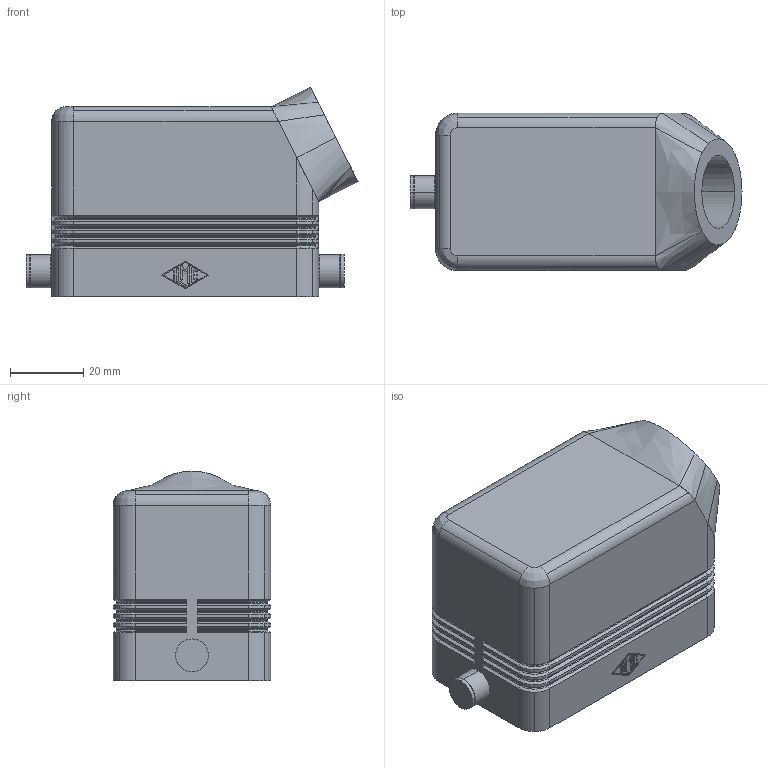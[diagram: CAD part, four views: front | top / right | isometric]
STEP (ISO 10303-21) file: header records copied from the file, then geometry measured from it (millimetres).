
FILE_DESCRIPTION((''),'2;1');
FILE_NAME('MMO 03 L20.stp','2006-12-22T11:44:43',('gembarski'),(''),'Autodesk Inventor 7','Autodesk Inventor 7','');
FILE_SCHEMA(('AUTOMOTIVE_DESIGN { 1 0 10303 214 1 1 1 1 }'));
Length unit declared in the file: millimetre
Products named in the file (1): MMO 03 L20
Bounding box: 90.72 x 43 x 57.38 mm (x, y, z)
Volume: 52804.8 mm3; surface area: 29807.4 mm2
Topology: 1 solids, 1 shells, 478 faces, 1165 edges, 704 vertices
Faces by surface type: cylinder 192, bspline 150, plane 120, cone 16
Entity records: 16254 total; most frequent: CARTESIAN_POINT 5266, ORIENTED_EDGE 2314, DIRECTION 2289, EDGE_CURVE 1157, AXIS2_PLACEMENT_3D 821, VERTEX_POINT 704, VECTOR 647, LINE 647
